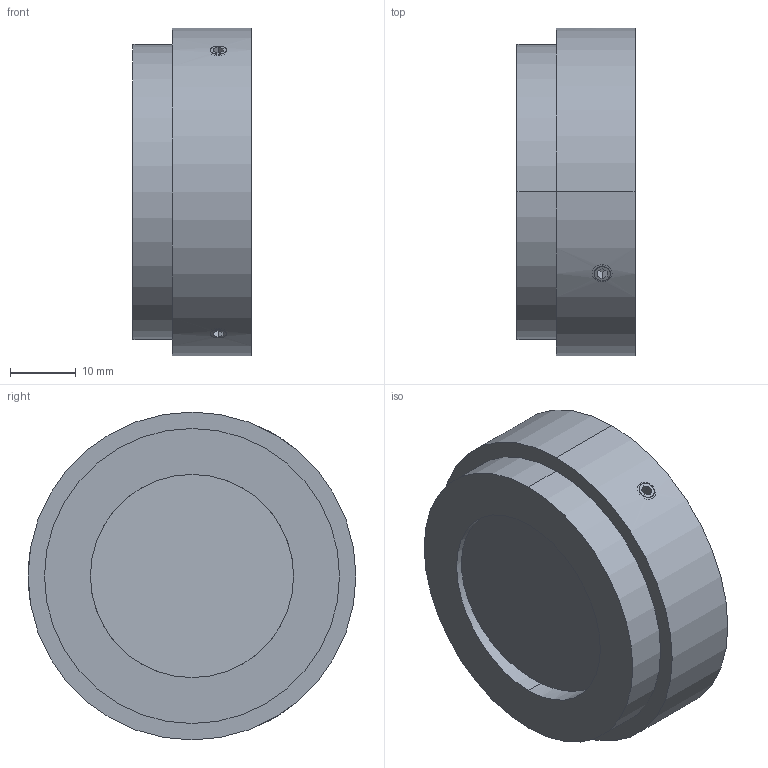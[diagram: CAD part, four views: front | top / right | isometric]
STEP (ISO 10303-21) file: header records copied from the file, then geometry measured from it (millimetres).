
FILE_DESCRIPTION (( 'STEP AP203' ), '1' );
FILE_NAME ('S5SET8325_040_01.STEP', '2019-06-13T11:25:01', ( '' ), ( '' ), 'SwSTEP 2.0', 'SolidWorks 2017', '' );
FILE_SCHEMA (( 'CONFIG_CONTROL_DESIGN' ));
Length unit declared in the file: millimetre
Products named in the file (5): S0LPG1363; S5SET8325_040_01; _DIN 913 - M3 x 5-N; 134311; 393802
Assembly tree (6 placements, depth 2):
  S5SET8325_040_01
    134311
    393802
    S0LPG1363
    _DIN 913 - M3 x 5-N  x3
Bounding box: 18 x 50 x 50 mm (x, y, z)
Volume: 13994.3 mm3; surface area: 12985.2 mm2
Topology: 6 solids, 6 shells, 84 faces, 186 edges, 120 vertices
Faces by surface type: plane 37, cylinder 35, cone 12
Entity records: 2635 total; most frequent: CARTESIAN_POINT 829, DIRECTION 258, ORIENTED_EDGE 244, EDGE_CURVE 122, AXIS2_PLACEMENT_3D 101, VERTEX_POINT 80, EDGE_LOOP 74, VECTOR 56
